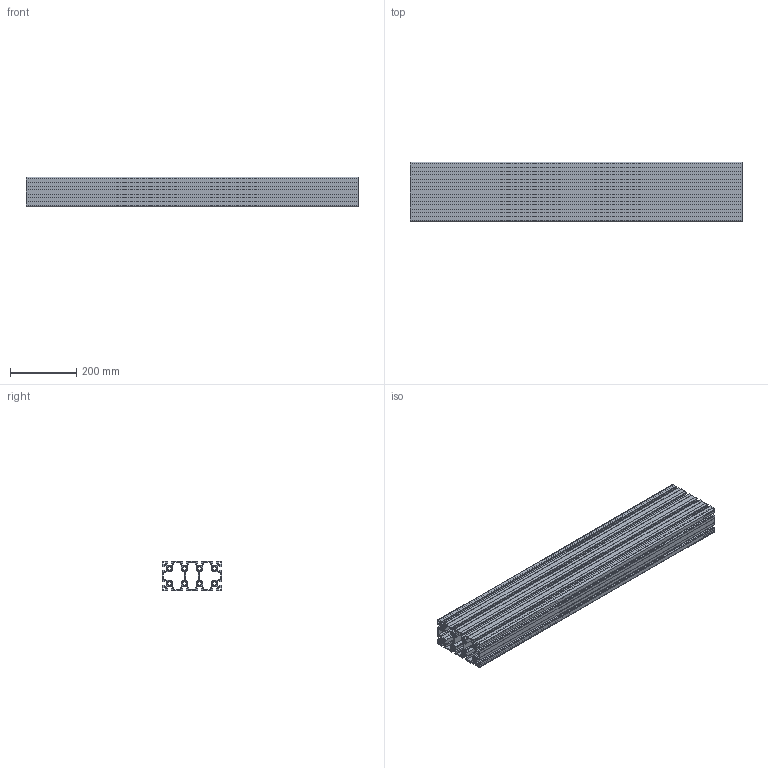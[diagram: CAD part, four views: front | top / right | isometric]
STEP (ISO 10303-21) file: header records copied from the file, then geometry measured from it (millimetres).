
FILE_DESCRIPTION(('STEP AP214'),'1');
FILE_NAME('cctmp_6450651B-0B16-4971-A37A-0D6CB3B0D8BF_2020_1_20_9_4_45_961..stp','2020-01-20T08:04:46',('Bosch Rexroth AG'),('CADClick - www.CADClick.com'),'Spatial InterOp 3D',' ','unknown authorization - (Healing Option Enabled)');
FILE_SCHEMA(('AUTOMOTIVE_DESIGN'));
Length unit declared in the file: millimetre
Products named in the file (1): 2020_01_20__09-04-45-945
Bounding box: 1000 x 180 x 90 mm (x, y, z)
Volume: 4176556.5 mm3; surface area: 2658713.4 mm2
Topology: 1 solids, 1 shells, 570 faces, 1704 edges, 1136 vertices
Faces by surface type: plane 434, cylinder 136
Entity records: 23684 total; most frequent: CARTESIAN_POINT 3411, ORIENTED_EDGE 3408, DIRECTION 3118, EDGE_CURVE 1704, LINE 1432, VECTOR 1432, VERTEX_POINT 1136, AXIS2_PLACEMENT_3D 843
